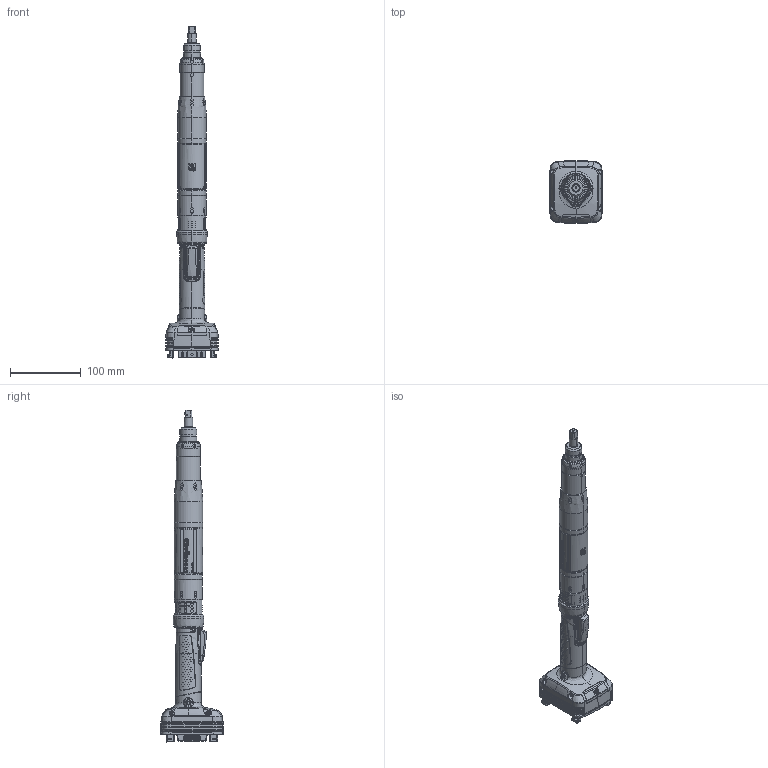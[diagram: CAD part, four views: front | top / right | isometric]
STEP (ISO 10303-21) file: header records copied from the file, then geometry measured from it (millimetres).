
FILE_DESCRIPTION((''),'2;1');
FILE_NAME('EXT_COMP_SW0002','2022-12-15T11:17:36',('INEdipo'),(''),'CREO PARAMETRIC BY PTC INC, 2020281','CREO PARAMETRIC BY PTC INC, 2020281','');
FILE_SCHEMA(('CONFIG_CONTROL_DESIGN'));
Products named in the file (1): EXT_COMP_SW0002
Bounding box: 74.42 x 88.48 x 468.18 mm (x, y, z)
Volume: 643116.2 mm3; surface area: 94923.2 mm2
Topology: 1 solids, 4 shells, 4745 faces, 12554 edges, 8126 vertices
Faces by surface type: plane 1436, extrusion 1062, bspline 1029, cylinder 981, cone 109, torus 99, sphere 22, revolution 7
Entity records: 209508 total; most frequent: CARTESIAN_POINT 105138, ORIENTED_EDGE 25078, DIRECTION 14995, EDGE_CURVE 12539, VERTEX_POINT 8126, B_SPLINE_CURVE_WITH_KNOTS 6724, VECTOR 6198, LINE 5136
